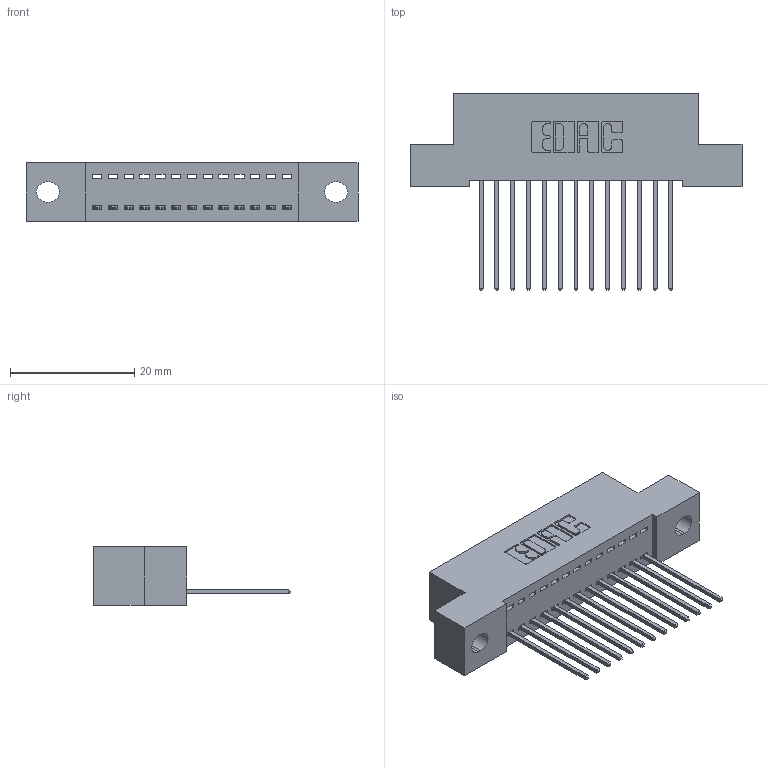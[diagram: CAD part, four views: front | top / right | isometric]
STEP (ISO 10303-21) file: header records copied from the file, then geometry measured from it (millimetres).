
FILE_DESCRIPTION (( 'STEP AP203' ), '1' );
FILE_NAME ('392-013-542-102.STEP', '2019-10-07T01:56:07', ( '' ), ( '' ), 'SwSTEP 2.0', 'SolidWorks 2016', '' );
FILE_SCHEMA (( 'CONFIG_CONTROL_DESIGN' ));
Length unit declared in the file: inch
Products named in the file (3): 345-292-001_345-293-142; 392-013-542-102; 342 Part_.128 Slot
Assembly tree (14 placements, depth 2):
  392-013-542-102
    342 Part_.128 Slot
    345-292-001_345-293-142  x13
Bounding box: 53.34 x 31.63 x 9.4 mm (x, y, z)
Volume: 4546.8 mm3; surface area: 6071.3 mm2
Topology: 14 solids, 14 shells, 868 faces, 2599 edges, 1714 vertices
Faces by surface type: plane 616, cylinder 252
Entity records: 11719 total; most frequent: CARTESIAN_POINT 2033, ORIENTED_EDGE 1982, DIRECTION 1773, EDGE_CURVE 991, LINE 863, VECTOR 863, VERTEX_POINT 658, AXIS2_PLACEMENT_3D 455
